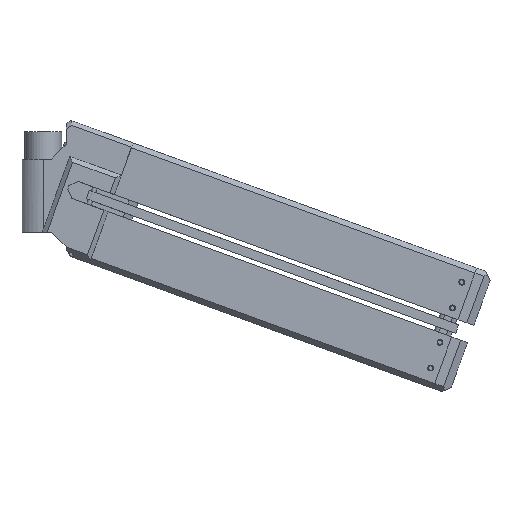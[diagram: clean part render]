
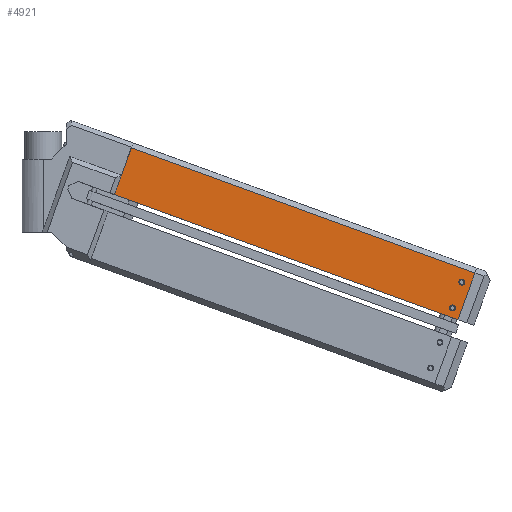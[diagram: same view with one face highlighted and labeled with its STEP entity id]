
A CAD part, left-side view. The second image highlights one B-rep face of the part: STEP entity #4921.
In plain terms, the highlighted planar face has unit normal (-1, 0, 0).
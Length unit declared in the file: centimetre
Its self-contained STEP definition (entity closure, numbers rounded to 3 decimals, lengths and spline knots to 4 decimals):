
#498=VECTOR('',#6003,1.);
#501=VECTOR('',#6007,1.);
#530=VECTOR('',#6072,1.);
#531=VECTOR('',#6073,1.);
#1034=LINE('',#8230,#498);
#1037=LINE('',#8236,#501);
#1066=LINE('',#8315,#530);
#1067=LINE('',#8317,#531);
#1537=PLANE('',#5208);
#1918=VERTEX_POINT('',#8229);
#1919=VERTEX_POINT('',#8231);
#1920=VERTEX_POINT('',#8235);
#1941=VERTEX_POINT('',#8298);
#1944=VERTEX_POINT('',#8305);
#1947=VERTEX_POINT('',#8316);
#2069=CIRCLE('',#5200,0.1016);
#2072=CIRCLE('',#5204,0.1016);
#2603=EDGE_CURVE('',#1918,#1919,#1034,.T.);
#2606=EDGE_CURVE('',#1919,#1920,#1037,.T.);
#2636=EDGE_CURVE('',#1941,#1941,#2069,.T.);
#2639=EDGE_CURVE('',#1944,#1944,#2072,.T.);
#2644=EDGE_CURVE('',#1918,#1947,#1066,.T.);
#2645=EDGE_CURVE('',#1947,#1920,#1067,.T.);
#3855=ORIENTED_EDGE('',*,*,#2606,.F.);
#3856=ORIENTED_EDGE('',*,*,#2603,.F.);
#3857=ORIENTED_EDGE('',*,*,#2644,.T.);
#3858=ORIENTED_EDGE('',*,*,#2645,.T.);
#3859=ORIENTED_EDGE('',*,*,#2639,.T.);
#3860=ORIENTED_EDGE('',*,*,#2636,.T.);
#4337=EDGE_LOOP('',(#3855,#3856,#3857,#3858));
#4338=EDGE_LOOP('',(#3859));
#4339=EDGE_LOOP('',(#3860));
#4646=FACE_BOUND('',#4337,.T.);
#4647=FACE_BOUND('',#4338,.T.);
#4648=FACE_BOUND('',#4339,.T.);
#4921=ADVANCED_FACE('',(#4646,#4647,#4648),#1537,.T.);
#5200=AXIS2_PLACEMENT_3D('',#8297,#6054,#6055);
#5204=AXIS2_PLACEMENT_3D('',#8304,#6062,#6063);
#5208=AXIS2_PLACEMENT_3D('',#8314,#6071,$);
#6003=DIRECTION('',(0.,0.,1.));
#6007=DIRECTION('',(0.,-1.,0.));
#6054=DIRECTION('',(1.,0.,0.));
#6055=DIRECTION('',(0.,0.,-0.102));
#6062=DIRECTION('',(1.,0.,0.));
#6063=DIRECTION('',(0.,0.,-0.102));
#6071=DIRECTION('',(-1.,0.,0.));
#6072=DIRECTION('',(0.,-1.,0.));
#6073=DIRECTION('',(0.,0.,1.));
#8229=CARTESIAN_POINT('',(-0.9525,0.,-1.905));
#8230=CARTESIAN_POINT('',(-0.9525,0.,-1.905));
#8231=CARTESIAN_POINT('',(-0.9525,0.,-0.1778));
#8235=CARTESIAN_POINT('',(-0.9525,-12.7,-0.1778));
#8236=CARTESIAN_POINT('',(-0.9525,0.,-0.1778));
#8297=CARTESIAN_POINT('',(-0.9525,-12.3825,-0.635));
#8298=CARTESIAN_POINT('',(-0.9525,-12.3825,-0.5334));
#8304=CARTESIAN_POINT('',(-0.9525,-12.3825,-1.5875));
#8305=CARTESIAN_POINT('',(-0.9525,-12.3825,-1.4859));
#8314=CARTESIAN_POINT('',(-0.9525,0.,-0.9525));
#8315=CARTESIAN_POINT('',(-0.9525,0.,-1.905));
#8316=CARTESIAN_POINT('',(-0.9525,-12.7,-1.905));
#8317=CARTESIAN_POINT('',(-0.9525,-12.7,-1.905));
